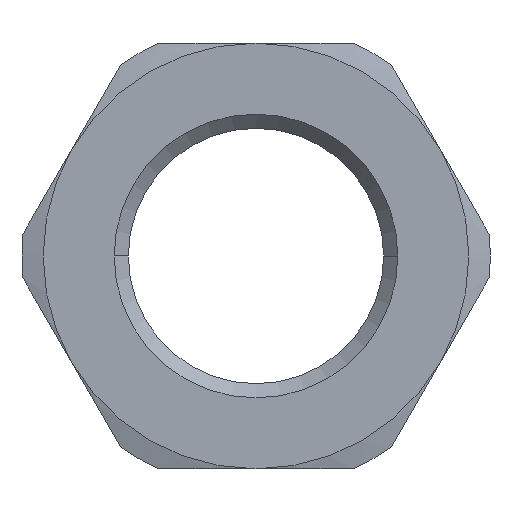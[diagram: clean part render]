
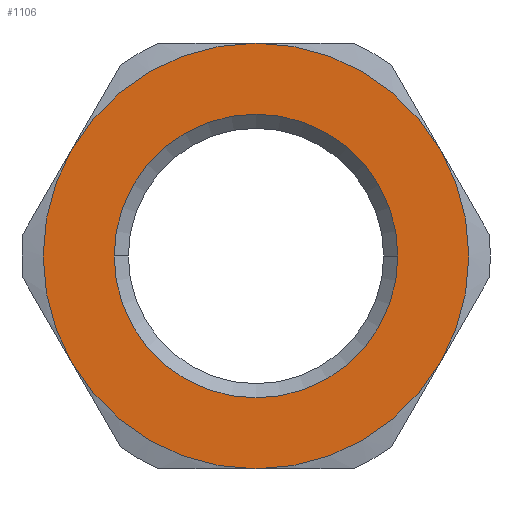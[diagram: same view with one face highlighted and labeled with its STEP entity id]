
A CAD part, left-side view. The second image highlights one B-rep face of the part: STEP entity #1106.
In plain terms, the highlighted planar face has unit normal (-1, 0, 0).
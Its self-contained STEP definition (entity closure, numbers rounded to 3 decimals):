
#15 = DIRECTION ( 'NONE',  ( 0., 0., 1. ) ) ;
#44 = CARTESIAN_POINT ( 'NONE',  ( 0., 0., 0. ) ) ;
#77 = CARTESIAN_POINT ( 'NONE',  ( 0., 12.99, -7.5 ) ) ;
#119 = FACE_BOUND ( 'NONE', #547, .T. ) ;
#120 = CIRCLE ( 'NONE', #268, 10. ) ;
#127 = ORIENTED_EDGE ( 'NONE', *, *, #1066, .F. ) ;
#130 = CIRCLE ( 'NONE', #1090, 15. ) ;
#133 = CIRCLE ( 'NONE', #1210, 15. ) ;
#167 = VERTEX_POINT ( 'NONE', #248 ) ;
#175 = EDGE_CURVE ( 'NONE', #568, #511, #130, .T. ) ;
#191 = EDGE_CURVE ( 'NONE', #167, #540, #844, .T. ) ;
#195 = CIRCLE ( 'NONE', #903, 15. ) ;
#203 = CIRCLE ( 'NONE', #1008, 15. ) ;
#231 = PLANE ( 'NONE',  #280 ) ;
#234 = CARTESIAN_POINT ( 'NONE',  ( 0., 12.99, 7.5 ) ) ;
#237 = DIRECTION ( 'NONE',  ( 0., 0., -1. ) ) ;
#242 = ORIENTED_EDGE ( 'NONE', *, *, #191, .T. ) ;
#248 = CARTESIAN_POINT ( 'NONE',  ( 0., 10., 0. ) ) ;
#268 = AXIS2_PLACEMENT_3D ( 'NONE', #282, #949, #385 ) ;
#280 = AXIS2_PLACEMENT_3D ( 'NONE', #44, #890, #329 ) ;
#282 = CARTESIAN_POINT ( 'NONE',  ( 0., 0., 0. ) ) ;
#293 = ORIENTED_EDGE ( 'NONE', *, *, #566, .T. ) ;
#305 = CARTESIAN_POINT ( 'NONE',  ( 0., 0., -15. ) ) ;
#316 = ORIENTED_EDGE ( 'NONE', *, *, #438, .F. ) ;
#325 = VERTEX_POINT ( 'NONE', #77 ) ;
#329 = DIRECTION ( 'NONE',  ( 0., 0., -1. ) ) ;
#360 = ORIENTED_EDGE ( 'NONE', *, *, #549, .T. ) ;
#368 = ORIENTED_EDGE ( 'NONE', *, *, #863, .F. ) ;
#381 = DIRECTION ( 'NONE',  ( 1., 0., 0. ) ) ;
#385 = DIRECTION ( 'NONE',  ( 0., 0., -1. ) ) ;
#394 = CARTESIAN_POINT ( 'NONE',  ( 0., 0., 0. ) ) ;
#405 = DIRECTION ( 'NONE',  ( 1., 0., 0. ) ) ;
#414 = CARTESIAN_POINT ( 'NONE',  ( 0., 0., 0. ) ) ;
#438 = EDGE_CURVE ( 'NONE', #730, #325, #203, .T. ) ;
#474 = DIRECTION ( 'NONE',  ( 0., 0., -1. ) ) ;
#505 = DIRECTION ( 'NONE',  ( 0., 0., -1. ) ) ;
#511 = VERTEX_POINT ( 'NONE', #628 ) ;
#515 = DIRECTION ( 'NONE',  ( 1., 0., 0. ) ) ;
#540 = VERTEX_POINT ( 'NONE', #1092 ) ;
#547 = EDGE_LOOP ( 'NONE', ( #293, #242 ) ) ;
#549 = EDGE_CURVE ( 'NONE', #568, #880, #1087, .T. ) ;
#566 = EDGE_CURVE ( 'NONE', #540, #167, #120, .T. ) ;
#568 = VERTEX_POINT ( 'NONE', #756 ) ;
#571 = CARTESIAN_POINT ( 'NONE',  ( 0., 0., 0. ) ) ;
#585 = DIRECTION ( 'NONE',  ( -1., 0., 0. ) ) ;
#595 = EDGE_LOOP ( 'NONE', ( #316, #1205, #127, #1034, #360, #368 ) ) ;
#628 = CARTESIAN_POINT ( 'NONE',  ( 0., -12.99, 7.5 ) ) ;
#682 = CARTESIAN_POINT ( 'NONE',  ( 0., 0., 0. ) ) ;
#707 = DIRECTION ( 'NONE',  ( 1., 0., 0. ) ) ;
#730 = VERTEX_POINT ( 'NONE', #305 ) ;
#753 = EDGE_CURVE ( 'NONE', #1006, #730, #195, .T. ) ;
#756 = CARTESIAN_POINT ( 'NONE',  ( 0., 0., 15. ) ) ;
#835 = FACE_OUTER_BOUND ( 'NONE', #595, .T. ) ;
#844 = CIRCLE ( 'NONE', #1209, 10. ) ;
#845 = CARTESIAN_POINT ( 'NONE',  ( 0., 0., 0. ) ) ;
#863 = EDGE_CURVE ( 'NONE', #325, #880, #133, .T. ) ;
#865 = DIRECTION ( 'NONE',  ( 0., 0., -1. ) ) ;
#880 = VERTEX_POINT ( 'NONE', #234 ) ;
#890 = DIRECTION ( 'NONE',  ( 1., 0., 0. ) ) ;
#896 = CIRCLE ( 'NONE', #1065, 15. ) ;
#903 = AXIS2_PLACEMENT_3D ( 'NONE', #974, #405, #1063 ) ;
#949 = DIRECTION ( 'NONE',  ( 1., 0., 0. ) ) ;
#974 = CARTESIAN_POINT ( 'NONE',  ( 0., 0., 0. ) ) ;
#1006 = VERTEX_POINT ( 'NONE', #1150 ) ;
#1008 = AXIS2_PLACEMENT_3D ( 'NONE', #394, #1051, #865 ) ;
#1034 = ORIENTED_EDGE ( 'NONE', *, *, #175, .F. ) ;
#1051 = DIRECTION ( 'NONE',  ( 1., 0., 0. ) ) ;
#1063 = DIRECTION ( 'NONE',  ( 0., 0., -1. ) ) ;
#1065 = AXIS2_PLACEMENT_3D ( 'NONE', #414, #1071, #505 ) ;
#1066 = EDGE_CURVE ( 'NONE', #511, #1006, #896, .T. ) ;
#1071 = DIRECTION ( 'NONE',  ( 1., 0., 0. ) ) ;
#1079 = CARTESIAN_POINT ( 'NONE',  ( 0., 0., 0. ) ) ;
#1087 = CIRCLE ( 'NONE', #1114, 15. ) ;
#1090 = AXIS2_PLACEMENT_3D ( 'NONE', #845, #381, #474 ) ;
#1092 = CARTESIAN_POINT ( 'NONE',  ( 0., -10., 0. ) ) ;
#1106 = ADVANCED_FACE ( 'NONE', ( #119, #835 ), #231, .F. ) ;
#1114 = AXIS2_PLACEMENT_3D ( 'NONE', #682, #585, #15 ) ;
#1150 = CARTESIAN_POINT ( 'NONE',  ( 0., -12.99, -7.5 ) ) ;
#1166 = DIRECTION ( 'NONE',  ( 0., 0., -1. ) ) ;
#1205 = ORIENTED_EDGE ( 'NONE', *, *, #753, .F. ) ;
#1209 = AXIS2_PLACEMENT_3D ( 'NONE', #571, #707, #237 ) ;
#1210 = AXIS2_PLACEMENT_3D ( 'NONE', #1079, #515, #1166 ) ;
